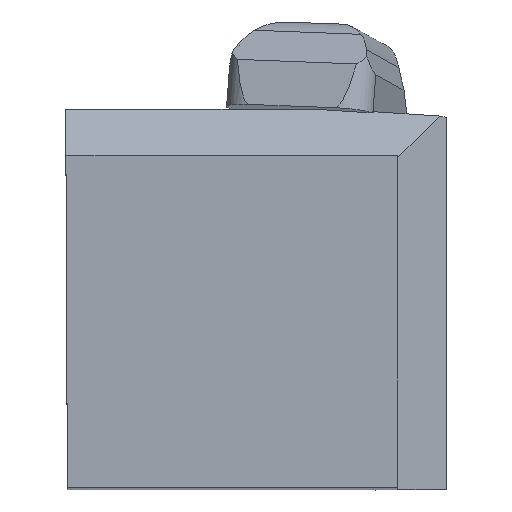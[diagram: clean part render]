
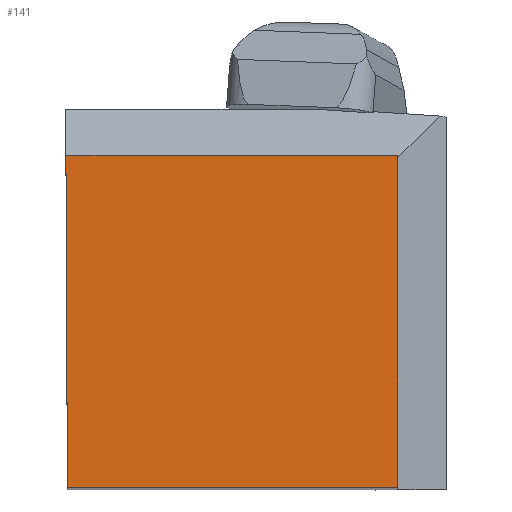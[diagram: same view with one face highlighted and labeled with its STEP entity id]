
A CAD part, top view. The second image highlights one B-rep face of the part: STEP entity #141.
In plain terms, the highlighted planar face has unit normal (0, 0, 1).
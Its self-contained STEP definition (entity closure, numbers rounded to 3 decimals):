
#141=ADVANCED_FACE('BLANK_BOXF006',(#251),#200,.F.);
#200=PLANE('',#1381);
#251=FACE_OUTER_BOUND('',#314,.T.);
#314=EDGE_LOOP('',(#473,#474,#475,#476));
#473=ORIENTED_EDGE('',*,*,#907,.T.);
#474=ORIENTED_EDGE('',*,*,#908,.T.);
#475=ORIENTED_EDGE('',*,*,#897,.T.);
#476=ORIENTED_EDGE('',*,*,#904,.T.);
#771=VERTEX_POINT('',#1984);
#772=VERTEX_POINT('',#1986);
#778=VERTEX_POINT('',#1999);
#779=VERTEX_POINT('',#2005);
#897=EDGE_CURVE('',#772,#771,#1060,.T.);
#904=EDGE_CURVE('',#771,#778,#1067,.T.);
#907=EDGE_CURVE('',#778,#779,#1070,.T.);
#908=EDGE_CURVE('',#779,#772,#1071,.T.);
#1060=LINE('',#1985,#1192);
#1067=LINE('',#2000,#1199);
#1070=LINE('',#2004,#1202);
#1071=LINE('',#2006,#1203);
#1192=VECTOR('',#1559,1.);
#1199=VECTOR('',#1568,1.);
#1202=VECTOR('',#1573,1.);
#1203=VECTOR('',#1574,1.);
#1381=AXIS2_PLACEMENT_3D('',#2007,#1575,#1576);
#1559=DIRECTION('',(0.004,-1.,0.));
#1568=DIRECTION('',(1.,0.,0.));
#1573=DIRECTION('',(0.,1.,0.));
#1574=DIRECTION('',(-1.,0.,0.));
#1575=DIRECTION('',(0.,0.,-1.));
#1576=DIRECTION('',(1.,0.,0.));
#1984=CARTESIAN_POINT('',(0.138,0.,0.));
#1985=CARTESIAN_POINT('',(-0.579,164.398,0.));
#1986=CARTESIAN_POINT('',(0.,31.623,0.));
#1999=CARTESIAN_POINT('',(31.623,0.,0.));
#2000=CARTESIAN_POINT('',(-164.4,0.,0.));
#2004=CARTESIAN_POINT('',(31.623,-164.4,0.));
#2005=CARTESIAN_POINT('',(31.623,31.623,0.));
#2006=CARTESIAN_POINT('',(164.4,31.623,0.));
#2007=CARTESIAN_POINT('',(44.817,-5.,0.));
